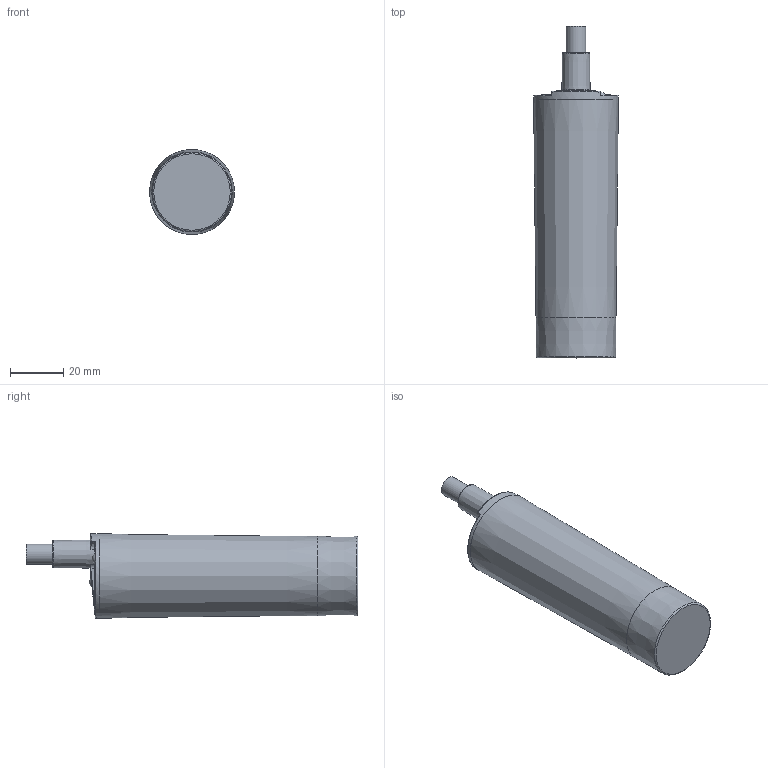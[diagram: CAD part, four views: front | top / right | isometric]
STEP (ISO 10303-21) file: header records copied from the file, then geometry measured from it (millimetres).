
FILE_DESCRIPTION(/* description */ (''),/* implementation_level */ '2;1');
FILE_NAME(/* name */ 'CB32CLN20QTAX.stp',/* time_stamp */ '2017-06-01T11:13:54+02:00',/* author */ ('tvb'),/* organization */ (''),/* preprocessor_version */ 'ST-DEVELOPER v16.1',/* originating_system */ 'Autodesk Inventor 2016',/* authorisation */ '');
FILE_SCHEMA (('AUTOMOTIVE_DESIGN { 1 0 10303 214 3 1 1 }'));
Length unit declared in the file: centimetre
Products named in the file (1): CB32CLN20QTAX
Bounding box: 31.83 x 124.5 x 31.83 mm (x, y, z)
Volume: 75128.6 mm3; surface area: 12881.8 mm2
Topology: 1 solids, 1 shells, 109 faces, 251 edges, 151 vertices
Faces by surface type: bspline 30, plane 28, cylinder 23, cone 11, torus 11, sphere 6
Full cylindrical faces by diameter (mm): 2.7 x1, 3 x2, 3.2 x1, 4.2 x1, 4.4 x2, 4.6 x1, 7.5 x1, 31.833 x1
Entity records: 3692 total; most frequent: CARTESIAN_POINT 1517, ORIENTED_EDGE 432, DIRECTION 408, EDGE_CURVE 216, AXIS2_PLACEMENT_3D 181, EDGE_LOOP 142, VERTEX_POINT 140, FACE_OUTER_BOUND 109
